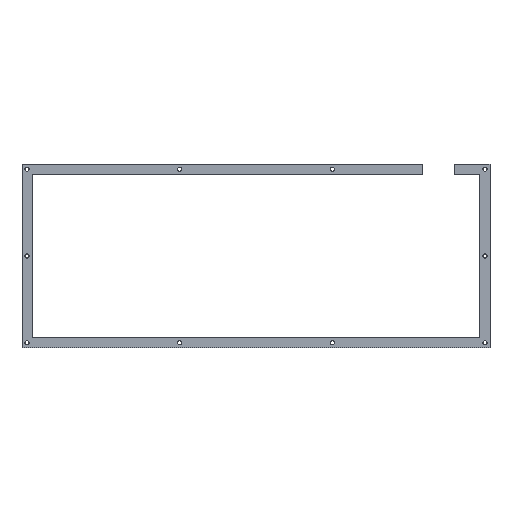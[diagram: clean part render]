
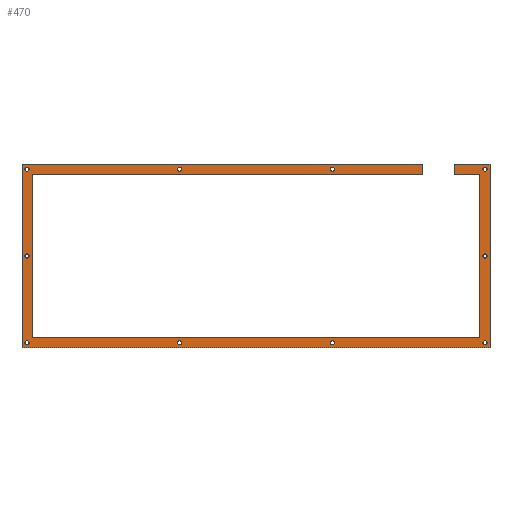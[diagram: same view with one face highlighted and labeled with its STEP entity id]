
A CAD part, top view. The second image highlights one B-rep face of the part: STEP entity #470.
In plain terms, the highlighted planar face has unit normal (0, 0, 1).
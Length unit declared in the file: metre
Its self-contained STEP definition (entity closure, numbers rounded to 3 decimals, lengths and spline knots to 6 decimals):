
#12=CIRCLE('',#499,0.00165);
#14=CIRCLE('',#502,0.00165);
#16=CIRCLE('',#505,0.00165);
#18=CIRCLE('',#508,0.00165);
#20=CIRCLE('',#511,0.00165);
#22=CIRCLE('',#514,0.00165);
#24=CIRCLE('',#517,0.00165);
#26=CIRCLE('',#520,0.00165);
#28=CIRCLE('',#523,0.00165);
#30=CIRCLE('',#527,0.00165);
#110=ORIENTED_EDGE('',*,*,#156,.F.);
#111=ORIENTED_EDGE('',*,*,#160,.T.);
#112=ORIENTED_EDGE('',*,*,#163,.F.);
#113=ORIENTED_EDGE('',*,*,#166,.F.);
#114=ORIENTED_EDGE('',*,*,#169,.T.);
#115=ORIENTED_EDGE('',*,*,#172,.T.);
#116=ORIENTED_EDGE('',*,*,#175,.F.);
#117=ORIENTED_EDGE('',*,*,#178,.F.);
#118=ORIENTED_EDGE('',*,*,#181,.T.);
#119=ORIENTED_EDGE('',*,*,#184,.T.);
#120=ORIENTED_EDGE('',*,*,#187,.T.);
#121=ORIENTED_EDGE('',*,*,#207,.F.);
#122=ORIENTED_EDGE('',*,*,#204,.F.);
#123=ORIENTED_EDGE('',*,*,#202,.F.);
#124=ORIENTED_EDGE('',*,*,#200,.F.);
#125=ORIENTED_EDGE('',*,*,#198,.F.);
#126=ORIENTED_EDGE('',*,*,#196,.F.);
#127=ORIENTED_EDGE('',*,*,#194,.F.);
#128=ORIENTED_EDGE('',*,*,#192,.F.);
#129=ORIENTED_EDGE('',*,*,#190,.F.);
#130=ORIENTED_EDGE('',*,*,#188,.F.);
#131=ORIENTED_EDGE('',*,*,#208,.F.);
#156=EDGE_CURVE('',#212,#213,#256,.T.);
#160=EDGE_CURVE('',#212,#215,#260,.T.);
#163=EDGE_CURVE('',#217,#215,#263,.T.);
#166=EDGE_CURVE('',#219,#217,#266,.T.);
#169=EDGE_CURVE('',#219,#221,#269,.T.);
#172=EDGE_CURVE('',#221,#223,#272,.T.);
#175=EDGE_CURVE('',#225,#223,#275,.T.);
#178=EDGE_CURVE('',#227,#225,#278,.T.);
#181=EDGE_CURVE('',#227,#229,#281,.T.);
#184=EDGE_CURVE('',#229,#231,#284,.T.);
#187=EDGE_CURVE('',#231,#233,#287,.T.);
#188=EDGE_CURVE('',#234,#234,#12,.T.);
#190=EDGE_CURVE('',#236,#236,#14,.T.);
#192=EDGE_CURVE('',#238,#238,#16,.T.);
#194=EDGE_CURVE('',#240,#240,#18,.T.);
#196=EDGE_CURVE('',#242,#242,#20,.T.);
#198=EDGE_CURVE('',#244,#244,#22,.T.);
#200=EDGE_CURVE('',#246,#246,#24,.T.);
#202=EDGE_CURVE('',#248,#248,#26,.T.);
#204=EDGE_CURVE('',#250,#250,#28,.T.);
#207=EDGE_CURVE('',#213,#233,#289,.T.);
#208=EDGE_CURVE('',#252,#252,#30,.T.);
#212=VERTEX_POINT('',#663);
#213=VERTEX_POINT('',#665);
#215=VERTEX_POINT('',#671);
#217=VERTEX_POINT('',#677);
#219=VERTEX_POINT('',#683);
#221=VERTEX_POINT('',#689);
#223=VERTEX_POINT('',#695);
#225=VERTEX_POINT('',#701);
#227=VERTEX_POINT('',#707);
#229=VERTEX_POINT('',#713);
#231=VERTEX_POINT('',#719);
#233=VERTEX_POINT('',#725);
#234=VERTEX_POINT('',#729);
#236=VERTEX_POINT('',#734);
#238=VERTEX_POINT('',#739);
#240=VERTEX_POINT('',#744);
#242=VERTEX_POINT('',#749);
#244=VERTEX_POINT('',#754);
#246=VERTEX_POINT('',#759);
#248=VERTEX_POINT('',#764);
#250=VERTEX_POINT('',#769);
#252=VERTEX_POINT('',#777);
#256=LINE('',#664,#292);
#260=LINE('',#672,#296);
#263=LINE('',#678,#299);
#266=LINE('',#684,#302);
#269=LINE('',#690,#305);
#272=LINE('',#696,#308);
#275=LINE('',#702,#311);
#278=LINE('',#708,#314);
#281=LINE('',#714,#317);
#284=LINE('',#720,#320);
#287=LINE('',#726,#323);
#289=LINE('',#774,#325);
#292=VECTOR('',#537,1.);
#296=VECTOR('',#543,1.);
#299=VECTOR('',#548,1.);
#302=VECTOR('',#553,1.);
#305=VECTOR('',#558,1.);
#308=VECTOR('',#563,1.);
#311=VECTOR('',#568,1.);
#314=VECTOR('',#573,1.);
#317=VECTOR('',#578,1.);
#320=VECTOR('',#583,1.);
#323=VECTOR('',#588,1.);
#325=VECTOR('',#646,1.);
#358=EDGE_LOOP('',(#110,#111,#112,#113,#114,#115,#116,#117,#118,#119,#120,
#121));
#359=EDGE_LOOP('',(#122));
#360=EDGE_LOOP('',(#123));
#361=EDGE_LOOP('',(#124));
#362=EDGE_LOOP('',(#125));
#363=EDGE_LOOP('',(#126));
#364=EDGE_LOOP('',(#127));
#365=EDGE_LOOP('',(#128));
#366=EDGE_LOOP('',(#129));
#367=EDGE_LOOP('',(#130));
#368=EDGE_LOOP('',(#131));
#412=FACE_BOUND('',#358,.T.);
#413=FACE_BOUND('',#359,.T.);
#414=FACE_BOUND('',#360,.T.);
#415=FACE_BOUND('',#361,.T.);
#416=FACE_BOUND('',#362,.T.);
#417=FACE_BOUND('',#363,.T.);
#418=FACE_BOUND('',#364,.T.);
#419=FACE_BOUND('',#365,.T.);
#420=FACE_BOUND('',#366,.T.);
#421=FACE_BOUND('',#367,.T.);
#422=FACE_BOUND('',#368,.T.);
#446=PLANE('',#529);
#470=ADVANCED_FACE('',(#412,#413,#414,#415,#416,#417,#418,#419,#420,#421,
#422),#446,.T.);
#499=AXIS2_PLACEMENT_3D('',#728,#591,#592);
#502=AXIS2_PLACEMENT_3D('',#733,#597,#598);
#505=AXIS2_PLACEMENT_3D('',#738,#603,#604);
#508=AXIS2_PLACEMENT_3D('',#743,#609,#610);
#511=AXIS2_PLACEMENT_3D('',#748,#615,#616);
#514=AXIS2_PLACEMENT_3D('',#753,#621,#622);
#517=AXIS2_PLACEMENT_3D('',#758,#627,#628);
#520=AXIS2_PLACEMENT_3D('',#763,#633,#634);
#523=AXIS2_PLACEMENT_3D('',#768,#639,#640);
#527=AXIS2_PLACEMENT_3D('',#776,#649,#650);
#529=AXIS2_PLACEMENT_3D('',#780,#653,#654);
#537=DIRECTION('',(0.,-1.,0.));
#543=DIRECTION('',(1.,0.,0.));
#548=DIRECTION('',(0.,-1.,0.));
#553=DIRECTION('',(1.,0.,0.));
#558=DIRECTION('',(0.,-1.,0.));
#563=DIRECTION('',(1.,0.,0.));
#568=DIRECTION('',(0.,-1.,0.));
#573=DIRECTION('',(1.,0.,0.));
#578=DIRECTION('',(0.,-1.,0.));
#583=DIRECTION('',(1.,0.,0.));
#588=DIRECTION('',(0.,-1.,0.));
#591=DIRECTION('',(0.,0.,1.));
#592=DIRECTION('',(1.,0.,0.));
#597=DIRECTION('',(0.,0.,1.));
#598=DIRECTION('',(1.,0.,0.));
#603=DIRECTION('',(0.,0.,1.));
#604=DIRECTION('',(1.,0.,0.));
#609=DIRECTION('',(0.,0.,1.));
#610=DIRECTION('',(1.,0.,0.));
#615=DIRECTION('',(0.,0.,1.));
#616=DIRECTION('',(1.,0.,0.));
#621=DIRECTION('',(0.,0.,1.));
#622=DIRECTION('',(1.,0.,0.));
#627=DIRECTION('',(0.,0.,1.));
#628=DIRECTION('',(1.,0.,0.));
#633=DIRECTION('',(0.,0.,1.));
#634=DIRECTION('',(1.,0.,0.));
#639=DIRECTION('',(0.,0.,1.));
#640=DIRECTION('',(1.,0.,0.));
#646=DIRECTION('',(1.,0.,0.));
#649=DIRECTION('',(0.,0.,1.));
#650=DIRECTION('',(1.,0.,0.));
#653=DIRECTION('',(0.,0.,1.));
#654=DIRECTION('',(1.,0.,0.));
#663=CARTESIAN_POINT('',(-0.178,0.065,0.007));
#664=CARTESIAN_POINT('',(-0.178,0.,0.007));
#665=CARTESIAN_POINT('',(-0.178,-0.065,0.007));
#671=CARTESIAN_POINT('',(0.1325,0.065,0.007));
#672=CARTESIAN_POINT('',(-0.02275,0.065,0.007));
#677=CARTESIAN_POINT('',(0.1325,0.073,0.007));
#678=CARTESIAN_POINT('',(0.1325,0.069,0.007));
#683=CARTESIAN_POINT('',(-0.186,0.073,0.007));
#684=CARTESIAN_POINT('',(-0.02675,0.073,0.007));
#689=CARTESIAN_POINT('',(-0.186,-0.073,0.007));
#690=CARTESIAN_POINT('',(-0.186,0.,0.007));
#695=CARTESIAN_POINT('',(0.186,-0.073,0.007));
#696=CARTESIAN_POINT('',(0.,-0.073,0.007));
#701=CARTESIAN_POINT('',(0.186,0.073,0.007));
#702=CARTESIAN_POINT('',(0.186,0.,0.007));
#707=CARTESIAN_POINT('',(0.1575,0.073,0.007));
#708=CARTESIAN_POINT('',(0.17175,0.073,0.007));
#713=CARTESIAN_POINT('',(0.1575,0.065,0.007));
#714=CARTESIAN_POINT('',(0.1575,0.069,0.007));
#719=CARTESIAN_POINT('',(0.178,0.065,0.007));
#720=CARTESIAN_POINT('',(0.16775,0.065,0.007));
#725=CARTESIAN_POINT('',(0.178,-0.065,0.007));
#726=CARTESIAN_POINT('',(0.178,0.,0.007));
#728=CARTESIAN_POINT('',(-0.182,-0.069,0.007));
#729=CARTESIAN_POINT('',(-0.18035,-0.069,0.007));
#733=CARTESIAN_POINT('',(-0.060667,-0.069,0.007));
#734=CARTESIAN_POINT('',(-0.059017,-0.069,0.007));
#738=CARTESIAN_POINT('',(0.060667,-0.069,0.007));
#739=CARTESIAN_POINT('',(0.062317,-0.069,0.007));
#743=CARTESIAN_POINT('',(0.182,-0.069,0.007));
#744=CARTESIAN_POINT('',(0.18365,-0.069,0.007));
#748=CARTESIAN_POINT('',(0.182,0.,0.007));
#749=CARTESIAN_POINT('',(0.18365,0.,0.007));
#753=CARTESIAN_POINT('',(0.182,0.069,0.007));
#754=CARTESIAN_POINT('',(0.18365,0.069,0.007));
#758=CARTESIAN_POINT('',(0.060667,0.069,0.007));
#759=CARTESIAN_POINT('',(0.062317,0.069,0.007));
#763=CARTESIAN_POINT('',(-0.060667,0.069,0.007));
#764=CARTESIAN_POINT('',(-0.059017,0.069,0.007));
#768=CARTESIAN_POINT('',(-0.182,0.069,0.007));
#769=CARTESIAN_POINT('',(-0.18035,0.069,0.007));
#774=CARTESIAN_POINT('',(0.,-0.065,0.007));
#776=CARTESIAN_POINT('',(-0.182,0.,0.007));
#777=CARTESIAN_POINT('',(-0.18035,0.,0.007));
#780=CARTESIAN_POINT('',(0.,0.,0.007));
